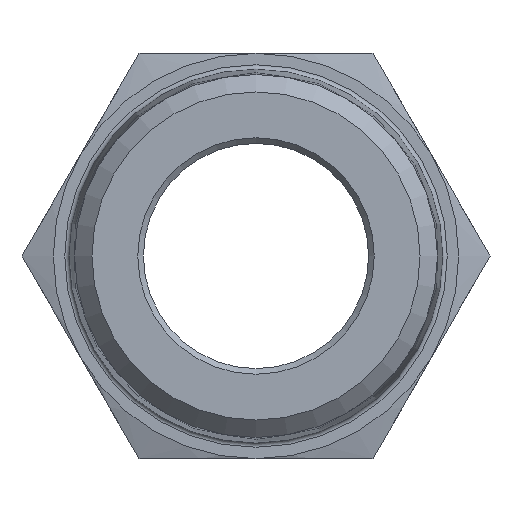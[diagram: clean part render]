
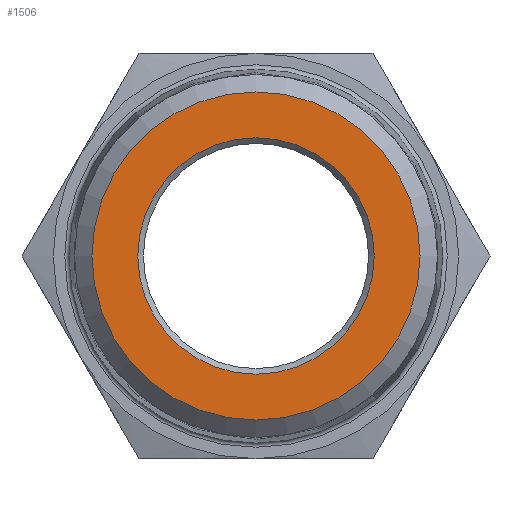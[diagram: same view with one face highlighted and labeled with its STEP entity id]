
A CAD part, front view. The second image highlights one B-rep face of the part: STEP entity #1506.
In plain terms, the highlighted planar face has unit normal (0, -1, 0).
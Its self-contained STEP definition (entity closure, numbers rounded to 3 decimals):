
#71=FACE_BOUND('',#439,.T.);
#96=PLANE('',#1727);
#337=FACE_OUTER_BOUND('',#438,.T.);
#438=EDGE_LOOP('',(#1344));
#439=EDGE_LOOP('',(#1345));
#564=CIRCLE('',#1726,10.5);
#565=CIRCLE('',#1728,14.572);
#714=VERTEX_POINT('',#2757);
#715=VERTEX_POINT('',#2761);
#931=EDGE_CURVE('',#714,#714,#564,.T.);
#932=EDGE_CURVE('',#715,#715,#565,.T.);
#1344=ORIENTED_EDGE('',*,*,#932,.F.);
#1345=ORIENTED_EDGE('',*,*,#931,.F.);
#1506=ADVANCED_FACE('',(#337,#71),#96,.T.);
#1726=AXIS2_PLACEMENT_3D('',#2759,#2174,#2175);
#1727=AXIS2_PLACEMENT_3D('',#2760,#2176,#2177);
#1728=AXIS2_PLACEMENT_3D('',#2762,#2178,#2179);
#2174=DIRECTION('center_axis',(0.,-1.,0.));
#2175=DIRECTION('ref_axis',(0.,0.,
1.));
#2176=DIRECTION('center_axis',(0.,-1.,0.));
#2177=DIRECTION('ref_axis',(0.,0.,-1.));
#2178=DIRECTION('center_axis',(0.,1.,0.));
#2179=DIRECTION('ref_axis',(0.,0.,
1.));
#2757=CARTESIAN_POINT('',(0.,-83.5,-10.5));
#2759=CARTESIAN_POINT('Origin',(0.,-83.5,0.));
#2760=CARTESIAN_POINT('Origin',(0.,-83.5,-13.036));
#2761=CARTESIAN_POINT('',(0.,-83.5,-14.572));
#2762=CARTESIAN_POINT('Origin',(0.,-83.5,0.));
